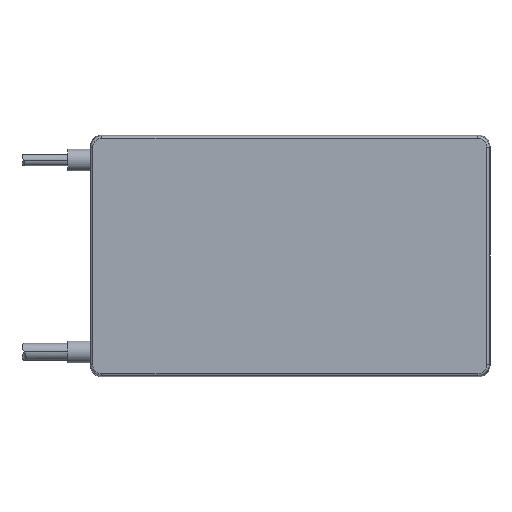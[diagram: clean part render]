
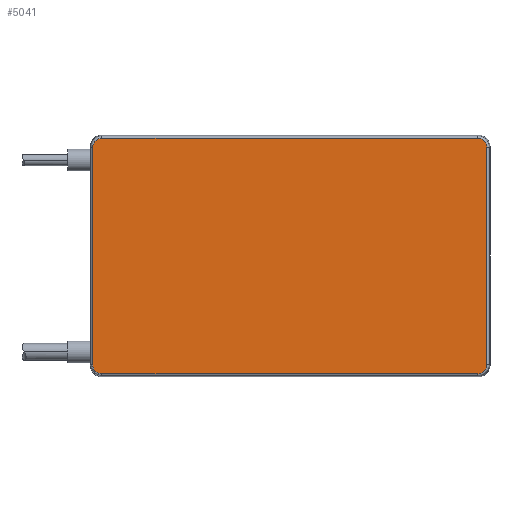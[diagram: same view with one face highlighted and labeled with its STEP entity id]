
A CAD part, front view. The second image highlights one B-rep face of the part: STEP entity #5041.
In plain terms, the highlighted planar face has unit normal (0, -1, 0).
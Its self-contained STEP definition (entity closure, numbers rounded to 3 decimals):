
#1217=DIRECTION('',(-1.,0.,0.));
#1218=VECTOR('',#1217,164.564);
#1219=CARTESIAN_POINT('',(149.731,-11.9,51.563));
#1220=LINE('',#1219,#1218);
#1221=CARTESIAN_POINT('',(153.73,-11.9,47.564));
#1222=CARTESIAN_POINT('',(153.73,-11.9,47.799));
#1223=CARTESIAN_POINT('',(153.689,-11.9,48.26));
#1224=CARTESIAN_POINT('',(153.508,-11.9,48.939));
#1225=CARTESIAN_POINT('',(153.212,-11.9,49.574));
#1226=CARTESIAN_POINT('',(152.81,-11.9,50.148));
#1227=CARTESIAN_POINT('',(152.314,-11.9,50.644));
#1228=CARTESIAN_POINT('',(151.74,-11.9,51.046));
#1229=CARTESIAN_POINT('',(151.105,-11.9,51.342));
#1230=CARTESIAN_POINT('',(150.426,-11.9,51.523));
#1231=CARTESIAN_POINT('',(149.965,-11.9,51.563));
#1232=CARTESIAN_POINT('',(149.731,-11.9,51.563));
#1234=DIRECTION('',(0.,0.,1.));
#1235=VECTOR('',#1234,95.128);
#1236=CARTESIAN_POINT('',(153.73,-11.9,
-47.564));
#1237=LINE('',#1236,#1235);
#1238=CARTESIAN_POINT('',(149.731,-11.9,
-51.563));
#1239=CARTESIAN_POINT('',(149.965,-11.9,
-51.563));
#1240=CARTESIAN_POINT('',(150.426,-11.9,
-51.523));
#1241=CARTESIAN_POINT('',(151.105,-11.9,-51.342));
#1242=CARTESIAN_POINT('',(151.74,-11.9,-51.045));
#1243=CARTESIAN_POINT('',(152.315,-11.9,-50.643));
#1244=CARTESIAN_POINT('',(152.81,-11.9,-50.148));
#1245=CARTESIAN_POINT('',(153.212,-11.9,-49.573));
#1246=CARTESIAN_POINT('',(153.508,-11.9,-48.938));
#1247=CARTESIAN_POINT('',(153.69,-11.9,
-48.259));
#1248=CARTESIAN_POINT('',(153.73,-11.9,
-47.798));
#1249=CARTESIAN_POINT('',(153.73,-11.9,
-47.564));
#1251=DIRECTION('',(1.,0.,0.));
#1252=VECTOR('',#1251,164.564);
#1253=CARTESIAN_POINT('',(-14.834,-11.9,-51.563));
#1254=LINE('',#1253,#1252);
#1255=CARTESIAN_POINT('',(-18.834,-11.9,-47.563));
#1256=CARTESIAN_POINT('',(-18.833,-11.9,
-47.797));
#1257=CARTESIAN_POINT('',(-18.793,-11.9,
-48.259));
#1258=CARTESIAN_POINT('',(-18.612,-11.9,-48.938));
#1259=CARTESIAN_POINT('',(-18.315,-11.9,-49.573));
#1260=CARTESIAN_POINT('',(-17.913,-11.9,-50.148));
#1261=CARTESIAN_POINT('',(-17.417,-11.9,-50.644));
#1262=CARTESIAN_POINT('',(-16.843,-11.9,-51.046));
#1263=CARTESIAN_POINT('',(-16.208,-11.9,-51.342));
#1264=CARTESIAN_POINT('',(-15.529,-11.9,
-51.523));
#1265=CARTESIAN_POINT('',(-15.068,-11.9,
-51.563));
#1266=CARTESIAN_POINT('',(-14.834,-11.9,-51.563));
#1268=DIRECTION('',(0.,0.,-1.));
#1269=VECTOR('',#1268,95.126);
#1270=CARTESIAN_POINT('',(-18.834,-11.9,47.563));
#1271=LINE('',#1270,#1269);
#1272=CARTESIAN_POINT('',(-14.834,-11.9,51.563));
#1273=CARTESIAN_POINT('',(-15.068,-11.9,
51.563));
#1274=CARTESIAN_POINT('',(-15.529,-11.9,
51.523));
#1275=CARTESIAN_POINT('',(-16.208,-11.9,51.342));
#1276=CARTESIAN_POINT('',(-16.843,-11.9,51.045));
#1277=CARTESIAN_POINT('',(-17.418,-11.9,50.643));
#1278=CARTESIAN_POINT('',(-17.914,-11.9,50.147));
#1279=CARTESIAN_POINT('',(-18.316,-11.9,49.573));
#1280=CARTESIAN_POINT('',(-18.612,-11.9,48.937));
#1281=CARTESIAN_POINT('',(-18.793,-11.9,
48.258));
#1282=CARTESIAN_POINT('',(-18.833,-11.9,
47.797));
#1283=CARTESIAN_POINT('',(-18.834,-11.9,47.563));
#2867=CARTESIAN_POINT('',(149.731,-11.9,51.563));
#2868=CARTESIAN_POINT('',(-14.834,-11.9,51.563));
#2869=VERTEX_POINT('',#2867);
#2870=VERTEX_POINT('',#2868);
#2875=VERTEX_POINT('',#1283);
#2877=CARTESIAN_POINT('',(-18.834,-11.9,-47.563));
#2878=VERTEX_POINT('',#2877);
#2879=VERTEX_POINT('',#1266);
#2882=CARTESIAN_POINT('',(149.731,-11.9,
-51.563));
#2883=VERTEX_POINT('',#2882);
#3068=VERTEX_POINT('',#1249);
#3070=CARTESIAN_POINT('',(153.73,-11.9,47.564));
#3071=VERTEX_POINT('',#3070);
#5019=CARTESIAN_POINT('',(67.667,-11.9,0.));
#5020=DIRECTION('',(0.,1.,0.));
#5021=DIRECTION('',(-1.,0.,0.));
#5022=AXIS2_PLACEMENT_3D('',#5019,#5020,#5021);
#5023=PLANE('',#5022);
#5025=ORIENTED_EDGE('',*,*,#5024,.F.);
#5027=ORIENTED_EDGE('',*,*,#5026,.F.);
#5029=ORIENTED_EDGE('',*,*,#5028,.F.);
#5031=ORIENTED_EDGE('',*,*,#5030,.F.);
#5033=ORIENTED_EDGE('',*,*,#5032,.F.);
#5034=ORIENTED_EDGE('',*,*,#5002,.F.);
#5036=ORIENTED_EDGE('',*,*,#5035,.F.);
#5038=ORIENTED_EDGE('',*,*,#5037,.F.);
#5039=EDGE_LOOP('',(#5025,#5027,#5029,#5031,#5033,#5034,#5036,#5038));
#5040=FACE_OUTER_BOUND('',#5039,.F.);
#5041=ADVANCED_FACE('',(#5040),#5023,.F.);
#1233=B_SPLINE_CURVE_WITH_KNOTS('',3,(#1221,#1222,#1223,#1224,#1225,#1226,#1227,
#1228,#1229,#1230,#1231,#1232),.UNSPECIFIED.,.F.,.F.,(4,1,1,1,1,1,1,1,1,4),
(0.,0.111,0.222,0.333,0.444,
0.556,0.667,0.778,0.889,1.),
.UNSPECIFIED.);
#1250=B_SPLINE_CURVE_WITH_KNOTS('',3,(#1238,#1239,#1240,#1241,#1242,#1243,#1244,
#1245,#1246,#1247,#1248,#1249),.UNSPECIFIED.,.F.,.F.,(4,1,1,1,1,1,1,1,1,4),
(0.,0.111,0.222,0.333,0.444,
0.556,0.667,0.778,0.889,1.),
.UNSPECIFIED.);
#1267=B_SPLINE_CURVE_WITH_KNOTS('',3,(#1255,#1256,#1257,#1258,#1259,#1260,#1261,
#1262,#1263,#1264,#1265,#1266),.UNSPECIFIED.,.F.,.F.,(4,1,1,1,1,1,1,1,1,4),
(0.,0.111,0.222,0.333,0.444,
0.556,0.667,0.778,0.889,1.),
.UNSPECIFIED.);
#1284=B_SPLINE_CURVE_WITH_KNOTS('',3,(#1272,#1273,#1274,#1275,#1276,#1277,#1278,
#1279,#1280,#1281,#1282,#1283),.UNSPECIFIED.,.F.,.F.,(4,1,1,1,1,1,1,1,1,4),
(0.,0.111,0.222,0.333,0.444,
0.556,0.667,0.778,0.889,1.),
.UNSPECIFIED.);
#5002=EDGE_CURVE('',#2878,#2879,#1267,.T.);
#5024=EDGE_CURVE('',#2869,#2870,#1220,.T.);
#5026=EDGE_CURVE('',#3071,#2869,#1233,.T.);
#5028=EDGE_CURVE('',#3068,#3071,#1237,.T.);
#5030=EDGE_CURVE('',#2883,#3068,#1250,.T.);
#5032=EDGE_CURVE('',#2879,#2883,#1254,.T.);
#5035=EDGE_CURVE('',#2875,#2878,#1271,.T.);
#5037=EDGE_CURVE('',#2870,#2875,#1284,.T.);
